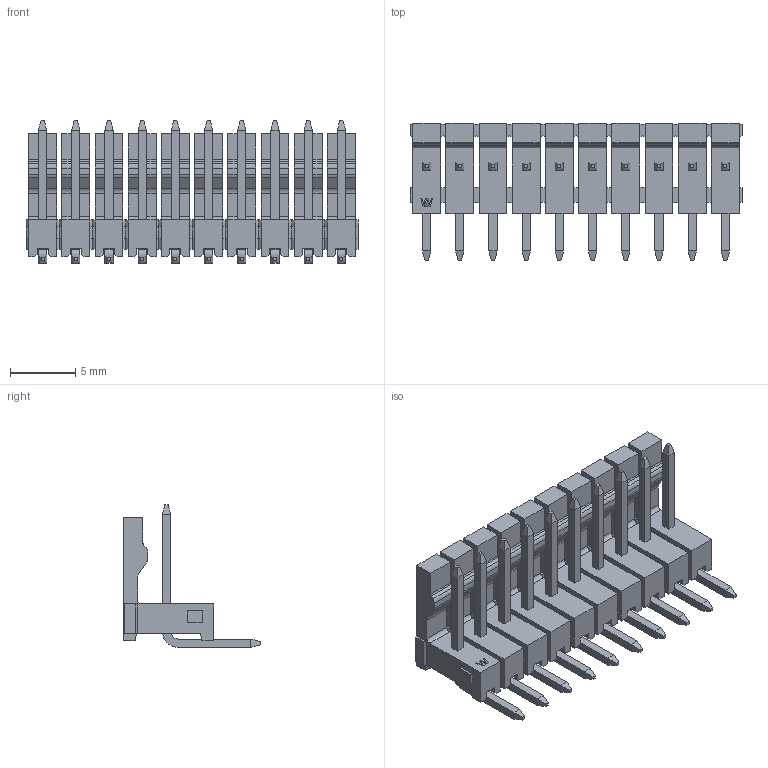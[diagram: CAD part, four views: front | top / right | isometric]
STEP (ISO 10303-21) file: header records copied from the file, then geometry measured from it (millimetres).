
FILE_DESCRIPTION( ('This file contains a STEP AP42 implementation' ,'as created by ZW3D STEP Interface translator.') ,'2;1' );
FILE_NAME( 'WF2545-CWR10W01.stp' ,'24 1 5.172527', (''), ('ZWCAD Software Co.'), 'Version 1.0', 'ZW3D to STEP translator', '' );
FILE_SCHEMA(('AUTOMOTIVE_DESIGN { 1 0 10303 214 1 1 1 1 }'));
Length unit declared in the file: millimetre
Products named in the file (2): 0; WF2545-CWR10W01
Bounding box: 25.4 x 10.5 x 10.92 mm (x, y, z)
Volume: 573.2 mm3; surface area: 1734.7 mm2
Topology: 1 solids, 1 shells, 877 faces, 2393 edges, 1542 vertices
Faces by surface type: plane 807, cylinder 70
Entity records: 27997 total; most frequent: CARTESIAN_POINT 4813, ORIENTED_EDGE 4786, DIRECTION 4289, EDGE_CURVE 2393, VECTOR 2253, LINE 2253, VERTEX_POINT 1542, AXIS2_PLACEMENT_3D 1018
